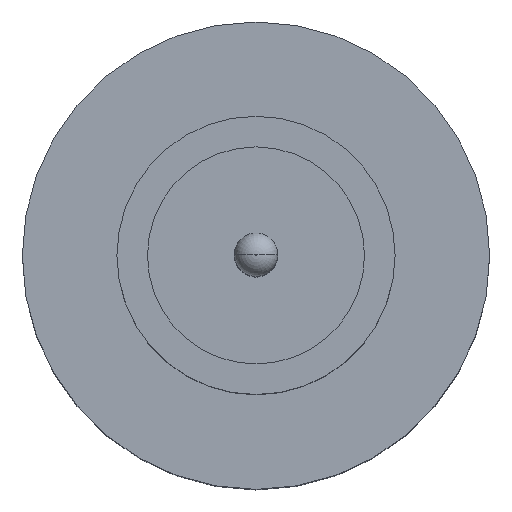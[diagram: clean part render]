
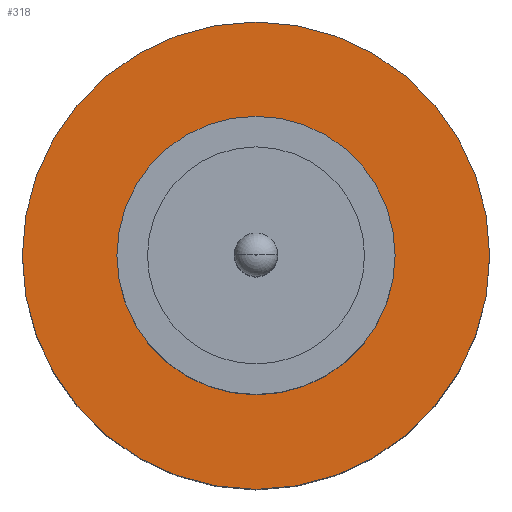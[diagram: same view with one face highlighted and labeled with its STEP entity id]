
A CAD part, top view. The second image highlights one B-rep face of the part: STEP entity #318.
In plain terms, the highlighted planar face has unit normal (0, 0, 1).
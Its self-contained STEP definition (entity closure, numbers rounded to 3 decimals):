
#11 = EDGE_CURVE ( 'NONE', #807, #666, #365, .T. ) ;
#41 = VERTEX_POINT ( 'NONE', #814 ) ;
#72 = ORIENTED_EDGE ( 'NONE', *, *, #621, .F. ) ;
#102 = CARTESIAN_POINT ( 'NONE',  ( 0., 0., 1.55 ) ) ;
#126 = ORIENTED_EDGE ( 'NONE', *, *, #748, .F. ) ;
#137 = AXIS2_PLACEMENT_3D ( 'NONE', #102, #298, #657 ) ;
#183 = DIRECTION ( 'NONE',  ( 0., 0., 1. ) ) ;
#199 = FACE_BOUND ( 'NONE', #483, .T. ) ;
#216 = PLANE ( 'NONE',  #285 ) ;
#221 = AXIS2_PLACEMENT_3D ( 'NONE', #315, #183, #242 ) ;
#242 = DIRECTION ( 'NONE',  ( 1., 0., 0. ) ) ;
#285 = AXIS2_PLACEMENT_3D ( 'NONE', #417, #568, #641 ) ;
#288 = CARTESIAN_POINT ( 'NONE',  ( 1.25, 0., 1.55 ) ) ;
#298 = DIRECTION ( 'NONE',  ( 0., 0., 1. ) ) ;
#313 = VERTEX_POINT ( 'NONE', #288 ) ;
#314 = DIRECTION ( 'NONE',  ( 0., 0., 1. ) ) ;
#315 = CARTESIAN_POINT ( 'NONE',  ( 0., 0., 1.55 ) ) ;
#318 = ADVANCED_FACE ( 'NONE', ( #199, #691 ), #216, .T. ) ;
#344 = CIRCLE ( 'NONE', #137, 2.1 ) ;
#365 = CIRCLE ( 'NONE', #221, 2.1 ) ;
#389 = AXIS2_PLACEMENT_3D ( 'NONE', #801, #863, #437 ) ;
#390 = EDGE_LOOP ( 'NONE', ( #547, #747 ) ) ;
#417 = CARTESIAN_POINT ( 'NONE',  ( 0., 0., 1.55 ) ) ;
#437 = DIRECTION ( 'NONE',  ( 1., 0., 0. ) ) ;
#455 = DIRECTION ( 'NONE',  ( 1., 0., 0. ) ) ;
#483 = EDGE_LOOP ( 'NONE', ( #72, #126 ) ) ;
#493 = CIRCLE ( 'NONE', #530, 1.25 ) ;
#515 = CARTESIAN_POINT ( 'NONE',  ( -2.1, 0., 1.55 ) ) ;
#522 = CARTESIAN_POINT ( 'NONE',  ( 0., 0., 1.55 ) ) ;
#530 = AXIS2_PLACEMENT_3D ( 'NONE', #522, #314, #455 ) ;
#547 = ORIENTED_EDGE ( 'NONE', *, *, #11, .T. ) ;
#568 = DIRECTION ( 'NONE',  ( 0., 0., 1. ) ) ;
#621 = EDGE_CURVE ( 'NONE', #313, #41, #798, .T. ) ;
#641 = DIRECTION ( 'NONE',  ( 1., 0., 0. ) ) ;
#646 = CARTESIAN_POINT ( 'NONE',  ( 2.1, 0., 1.55 ) ) ;
#657 = DIRECTION ( 'NONE',  ( 1., 0., 0. ) ) ;
#666 = VERTEX_POINT ( 'NONE', #646 ) ;
#667 = EDGE_CURVE ( 'NONE', #666, #807, #344, .T. ) ;
#691 = FACE_OUTER_BOUND ( 'NONE', #390, .T. ) ;
#747 = ORIENTED_EDGE ( 'NONE', *, *, #667, .T. ) ;
#748 = EDGE_CURVE ( 'NONE', #41, #313, #493, .T. ) ;
#798 = CIRCLE ( 'NONE', #389, 1.25 ) ;
#801 = CARTESIAN_POINT ( 'NONE',  ( 0., 0., 1.55 ) ) ;
#807 = VERTEX_POINT ( 'NONE', #515 ) ;
#814 = CARTESIAN_POINT ( 'NONE',  ( -1.25, 0., 1.55 ) ) ;
#863 = DIRECTION ( 'NONE',  ( 0., 0., 1. ) ) ;
